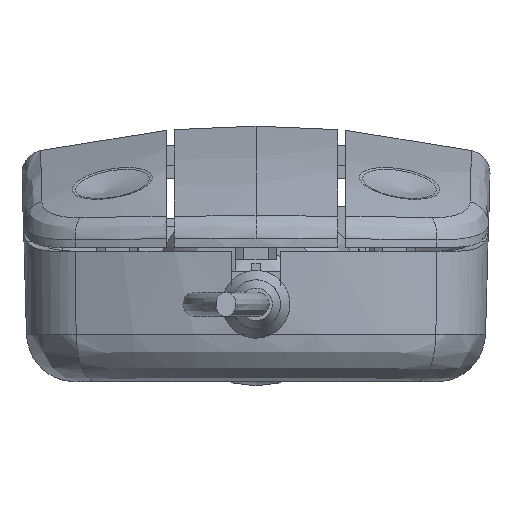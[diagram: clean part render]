
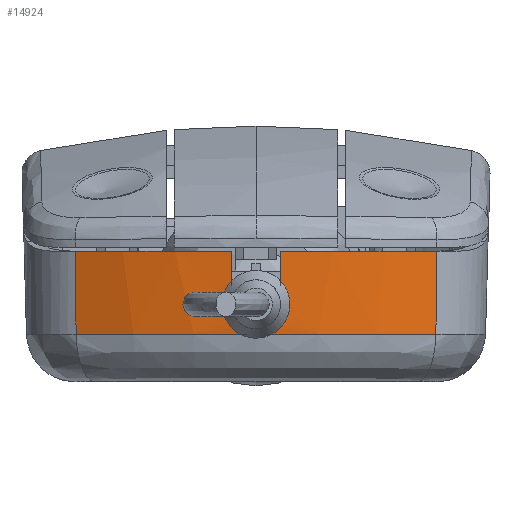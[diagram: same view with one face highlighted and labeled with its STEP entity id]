
A CAD part, left-side view. The second image highlights one B-rep face of the part: STEP entity #14924.
In plain terms, the highlighted free-form (B-spline) face has degree [2, 1] with [3, 2] control points.
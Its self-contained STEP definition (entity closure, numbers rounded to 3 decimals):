
#10988=CARTESIAN_POINT('V71',(-22.672,
   -22.088,9.5));
#10989=VERTEX_POINT('V71',#10988);
#10995=CARTESIAN_POINT('V62',(-22.672,
   -16.088,9.5));
#10996=VERTEX_POINT('V62',#10995);
#10997=CARTESIAN_POINT('E420',(-22.672,
   -22.088,9.5));
#10998=CARTESIAN_POINT('E420',(-22.67,
   -22.088,9.425));
#10999=CARTESIAN_POINT('E420',(-22.668,
   -22.085,9.35));
#11000=CARTESIAN_POINT('E420',(-22.648,
   -22.016,8.43));
#11001=CARTESIAN_POINT('E420',(-22.652,
   -21.599,7.654));
#11002=CARTESIAN_POINT('E420',(-22.668,
   -20.401,6.721));
#11003=CARTESIAN_POINT('E420',(-22.675,
   -19.753,6.5));
#11004=CARTESIAN_POINT('E420',(-22.675,
   -19.088,6.5));
#11005=CARTESIAN_POINT('E420',(-22.675,
   -18.999,6.5));
#11006=CARTESIAN_POINT('E420',(-22.675,
   -18.91,6.504));
#11007=CARTESIAN_POINT('E420',(-22.672,
   -17.977,6.587));
#11008=CARTESIAN_POINT('E420',(-22.659,
   -17.207,7.014));
#11009=CARTESIAN_POINT('E420',(-22.651,
   -16.3,8.213));
#11010=CARTESIAN_POINT('E420',(-22.655,
   -16.088,8.848));
#11011=CARTESIAN_POINT('E420',(-22.672,
   -16.088,9.5));
#11012=B_SPLINE_CURVE_WITH_KNOTS('E420',3,(#10997,#10998,#10999,
   #11000,#11001,#11002,#11003,#11004,#11005,#11006,#11007,#11008,
   #11009,#11010,#11011),.UNSPECIFIED.,.F.,.U.,(4,2,2,3,2,2,4),(
   0.0,0.024,0.289,0.5,
   0.528,0.794,1.0),.UNSPECIFIED.);
#11013=EDGE_CURVE('E420',#10989,#10996,#11012,.T.);
#11134=CARTESIAN_POINT('V63',(-22.842,
   -16.088,16.));
#11135=VERTEX_POINT('V63',#11134);
#11136=CARTESIAN_POINT('E78',(-22.672,
   -16.088,9.5));
#11137=CARTESIAN_POINT('E78',(-22.842,
   -16.088,16.));
#11138=B_SPLINE_CURVE_WITH_KNOTS('E78',1,(#11136,#11137),
   .POLYLINE_FORM.,.F.,.U.,(2,2),(0.0,0.867),
   .UNSPECIFIED.);
#11139=EDGE_CURVE('E78',#10996,#11135,#11138,.T.);
#11157=CARTESIAN_POINT('V83',(-18.297,3.08,
   16.));
#11158=VERTEX_POINT('V83',#11157);
#11159=CARTESIAN_POINT('E105',(-22.842,
   -16.088,16.));
#11160=CARTESIAN_POINT('E105',(-22.301,
   -6.093,16.));
#11161=CARTESIAN_POINT('E105',(-18.297,3.08,
   16.));
#11169=(BOUNDED_CURVE()B_SPLINE_CURVE(2,(#11159,#11160,#11161),
   .CIRCULAR_ARC.,.F.,.U.)B_SPLINE_CURVE_WITH_KNOTS((3,3),(
   0.531,1.0),.UNSPECIFIED.)CURVE()
   GEOMETRIC_REPRESENTATION_ITEM()RATIONAL_B_SPLINE_CURVE((
   0.847,0.906,1.0))REPRESENTATION_ITEM(
   'E105'));
#11170=EDGE_CURVE('E105',#11135,#11158,#11169,.T.);
#13526=CARTESIAN_POINT('V56',(-18.053,
   -41.149,5.843));
#13527=VERTEX_POINT('V56',#13526);
#13541=CARTESIAN_POINT('V78',(-18.297,
   -41.255,16.));
#13542=VERTEX_POINT('V78',#13541);
#13543=CARTESIAN_POINT('E292',(-18.053,
   -41.149,5.843));
#13544=CARTESIAN_POINT('E292',(-18.297,
   -41.255,16.));
#13545=B_SPLINE_CURVE_WITH_KNOTS('E292',1,(#13543,#13544),
   .POLYLINE_FORM.,.F.,.U.,(2,2),(0.146,
   0.4),.UNSPECIFIED.);
#13546=EDGE_CURVE('E292',#13527,#13542,#13545,.T.);
#13572=CARTESIAN_POINT('V70',(-22.842,
   -22.088,16.));
#13573=VERTEX_POINT('V70',#13572);
#13589=CARTESIAN_POINT('E98',(-18.297,
   -41.255,16.));
#13590=CARTESIAN_POINT('E98',(-22.301,
   -32.082,16.));
#13591=CARTESIAN_POINT('E98',(-22.842,
   -22.088,16.));
#13599=(BOUNDED_CURVE()B_SPLINE_CURVE(2,(#13589,#13590,#13591),
   .CIRCULAR_ARC.,.F.,.U.)B_SPLINE_CURVE_WITH_KNOTS((3,3),(0.0,
   0.402),.UNSPECIFIED.)CURVE()
   GEOMETRIC_REPRESENTATION_ITEM()RATIONAL_B_SPLINE_CURVE((
   0.76,0.775,0.817))
   REPRESENTATION_ITEM('E98'));
#13600=EDGE_CURVE('E98',#13542,#13573,#13599,.T.);
#14873=CARTESIAN_POINT('E86',(-22.842,
   -22.088,16.));
#14874=CARTESIAN_POINT('E86',(-22.672,
   -22.088,9.5));
#14875=B_SPLINE_CURVE_WITH_KNOTS('E86',1,(#14873,#14874),
   .POLYLINE_FORM.,.F.,.U.,(2,2),(0.133,1.0),
   .UNSPECIFIED.);
#14876=EDGE_CURVE('E86',#13573,#10989,#14875,.T.);
#14882=CARTESIAN_POINT('F159',(-18.029,2.963,
   4.843));
#14883=CARTESIAN_POINT('F159',(-27.653,
   -19.088,4.843));
#14884=CARTESIAN_POINT('F159',(-18.029,
   -41.138,4.843));
#14885=CARTESIAN_POINT('F159',(-18.321,3.09,
   17.));
#14886=CARTESIAN_POINT('F159',(-28.,
   -19.088,17.));
#14887=CARTESIAN_POINT('F159',(-18.321,
   -41.266,17.));
#14895=(BOUNDED_SURFACE()B_SPLINE_SURFACE(2,1,((#14882,#14885),(
   #14883,#14886),(#14884,#14887)),.CONICAL_SURF.,.F.,.F.,.U.)
   B_SPLINE_SURFACE_WITH_KNOTS((3,3),(2,2),(0.0,
   1.211),(0.121,0.425),
   .UNSPECIFIED.)GEOMETRIC_REPRESENTATION_ITEM()
   RATIONAL_B_SPLINE_SURFACE(((1.,
   1.),(0.917,0.917),(
   1.,1.)))REPRESENTATION_ITEM('F159')
   SURFACE());
#14896=ORIENTED_EDGE('E86',*,*,#14876,.F.);
#14897=ORIENTED_EDGE('F28',*,*,#13600,.F.);
#14898=ORIENTED_EDGE('E292',*,*,#13546,.F.);
#14899=CARTESIAN_POINT('V58',(-18.053,2.974,
   5.843));
#14900=VERTEX_POINT('V58',#14899);
#14901=CARTESIAN_POINT('E73',(-18.053,2.974,
   5.843));
#14902=CARTESIAN_POINT('E73',(-27.682,
   -19.088,5.843));
#14903=CARTESIAN_POINT('E73',(-18.053,
   -41.149,5.843));
#14911=(BOUNDED_CURVE()B_SPLINE_CURVE(2,(#14901,#14902,#14903),
   .CIRCULAR_ARC.,.F.,.U.)B_SPLINE_CURVE_WITH_KNOTS((3,3),(2.0,
   6.365),.UNSPECIFIED.)CURVE()
   GEOMETRIC_REPRESENTATION_ITEM()RATIONAL_B_SPLINE_CURVE((1.0,
   0.917,1.0))REPRESENTATION_ITEM('E73'));
#14912=EDGE_CURVE('E73',#14900,#13527,#14911,.T.);
#14913=ORIENTED_EDGE('E73',*,*,#14912,.F.);
#14914=CARTESIAN_POINT('E291',(-18.053,2.974,
   5.843));
#14915=CARTESIAN_POINT('E291',(-18.297,3.08,
   16.));
#14916=B_SPLINE_CURVE_WITH_KNOTS('E291',1,(#14914,#14915),
   .POLYLINE_FORM.,.F.,.U.,(2,2),(0.146,
   0.4),.UNSPECIFIED.);
#14917=EDGE_CURVE('E291',#14900,#11158,#14916,.T.);
#14918=ORIENTED_EDGE('E291',*,*,#14917,.T.);
#14919=ORIENTED_EDGE('E105',*,*,#11170,.F.);
#14920=ORIENTED_EDGE('E78',*,*,#11139,.F.);
#14921=ORIENTED_EDGE('E420',*,*,#11013,.F.);
#14922=EDGE_LOOP('F159',(#14896,#14897,#14898,#14913,#14918,#14919,
   #14920,#14921));
#14923=FACE_OUTER_BOUND('F159',#14922,.F.);
#14924=ADVANCED_FACE('F159',(#14923),#14895,.T.);
